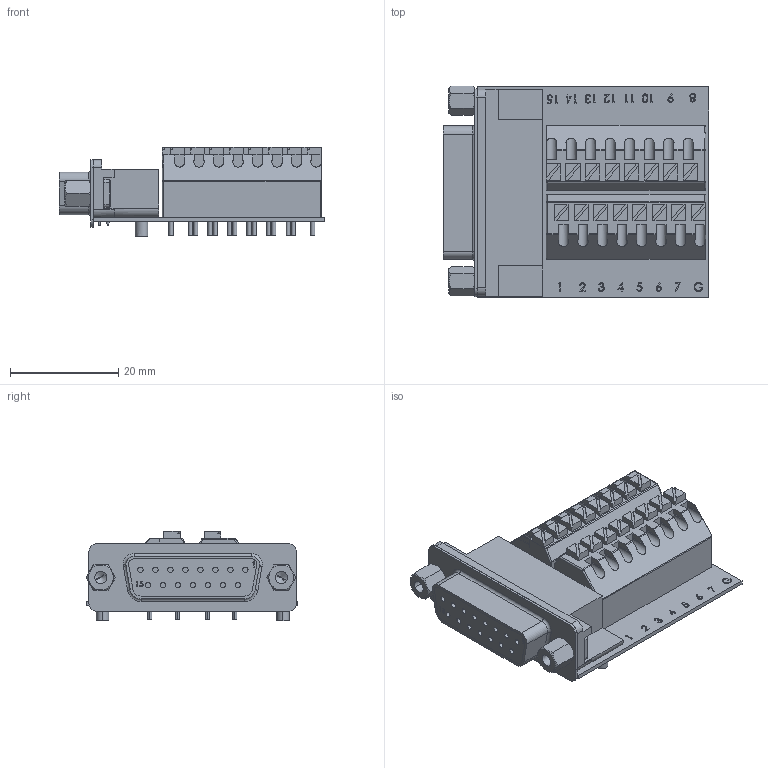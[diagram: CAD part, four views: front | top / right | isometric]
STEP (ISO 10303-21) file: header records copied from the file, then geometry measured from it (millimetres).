
FILE_DESCRIPTION (( 'STEP AP214' ), '1' );
FILE_NAME ('DGS15FT.STEP', '2011-04-26T14:31:30', ( 'x' ), ( 'Microsoft' ), 'SwSTEP 2.0', 'SolidWorks 2010', '' );
FILE_SCHEMA (( 'AUTOMOTIVE_DESIGN' ));
Length unit declared in the file: inch
Products named in the file (7): DGS15FT-MA4; DGS15FT-MA2; DGS9FT-MA4; 3AA02-010; DGS15FT-MA1_Supplier Connector; DGS15FT-MA3; DGS15FT
Assembly tree (9 placements, depth 2):
  DGS15FT
    DGS9FT-MA4  x2
    DGS15FT-MA3  x2
    DGS15FT-MA2
    3AA02-010  x2
    DGS15FT-MA4
    DGS15FT-MA1_Supplier Connector
Bounding box: 49.12 x 39.12 x 16.61 mm (x, y, z)
Volume: 13697.5 mm3; surface area: 11349.2 mm2
Topology: 9 solids, 9 shells, 1084 faces, 2749 edges, 1767 vertices
Faces by surface type: plane 496, cylinder 336, bspline 125, cone 78, torus 31, sphere 18
Entity records: 42288 total; most frequent: CARTESIAN_POINT 16001, ORIENTED_EDGE 4194, DIRECTION 3844, EDGE_CURVE 2097, VERTEX_POINT 1367, AXIS2_PLACEMENT_3D 1304, LINE 1236, VECTOR 1236
